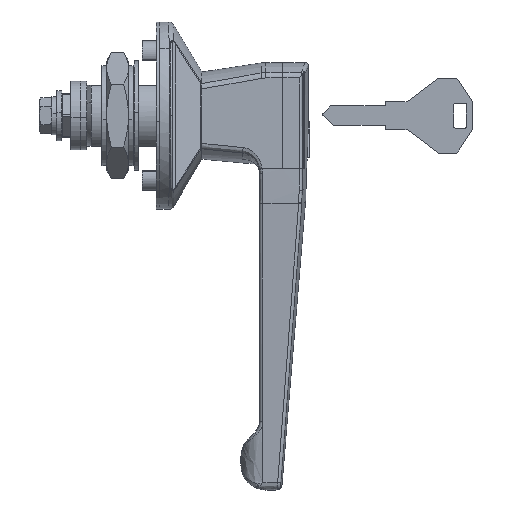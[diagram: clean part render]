
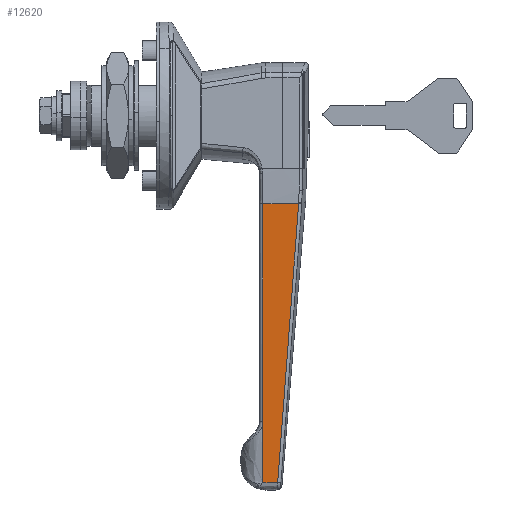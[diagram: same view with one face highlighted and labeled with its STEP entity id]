
A CAD part, left-side view. The second image highlights one B-rep face of the part: STEP entity #12620.
In plain terms, the highlighted free-form (B-spline) face has degree [1, 1] with [2, 2] control points.
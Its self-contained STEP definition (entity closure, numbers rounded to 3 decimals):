
#7628=CARTESIAN_POINT('',(-34.1,13.182,-28.281));
#7629=VERTEX_POINT('',#7628);
#7689=CARTESIAN_POINT('',(-34.1,9.244,-97.985));
#7690=VERTEX_POINT('',#7689);
#7706=CARTESIAN_POINT('',(-34.1,13.182,-28.281));
#7707=CARTESIAN_POINT('',(-34.1,9.244,-97.985));
#7708=QUASI_UNIFORM_CURVE('',1,(#7706,#7707),.UNSPECIFIED.,.F.,.U.);
#7709=EDGE_CURVE('',#7629,#7690,#7708,.T.);
#9791=CARTESIAN_POINT('',(-34.1,8.133,-117.641));
#9792=VERTEX_POINT('',#9791);
#10469=CARTESIAN_POINT('',(-34.1,9.244,-97.985));
#10470=CARTESIAN_POINT('',(-34.1,8.133,-117.641));
#10471=QUASI_UNIFORM_CURVE('',1,(#10469,#10470),.UNSPECIFIED.,.F.,.U.);
#10472=EDGE_CURVE('',#7690,#9792,#10471,.T.);
#10702=CARTESIAN_POINT('',(-38.866,8.133,-117.641));
#10703=VERTEX_POINT('',#10702);
#11499=CARTESIAN_POINT('',(-45.585,13.182,-28.281));
#11500=VERTEX_POINT('',#11499);
#11661=CARTESIAN_POINT('',(-38.866,8.133,-117.641));
#11662=CARTESIAN_POINT('',(-42.363,10.676,-72.639));
#11663=CARTESIAN_POINT('',(-45.585,13.182,-28.281));
#11671=(BOUNDED_CURVE()B_SPLINE_CURVE(2,(#11661,#11662,#11663),.UNSPECIFIED.,.F.,.U.)CURVE()GEOMETRIC_REPRESENTATION_ITEM()QUASI_UNIFORM_CURVE()RATIONAL_B_SPLINE_CURVE((1.0,0.999,1.0))REPRESENTATION_ITEM(''));
#11672=EDGE_CURVE('',#10703,#11500,#11671,.T.);
#12267=CARTESIAN_POINT('',(-34.1,8.133,-117.641));
#12268=CARTESIAN_POINT('',(-38.866,8.133,-117.641));
#12269=QUASI_UNIFORM_CURVE('',1,(#12267,#12268),.UNSPECIFIED.,.F.,.U.);
#12270=EDGE_CURVE('',#9792,#10703,#12269,.T.);
#12604=CARTESIAN_POINT('',(-46.159,7.881,-122.105));
#12605=CARTESIAN_POINT('',(-46.159,13.434,-23.817));
#12606=CARTESIAN_POINT('',(-33.526,7.881,-122.105));
#12607=CARTESIAN_POINT('',(-33.526,13.434,-23.817));
#12608=B_SPLINE_SURFACE_WITH_KNOTS('',1,1,((#12604,#12606),(#12605,#12607)),.UNSPECIFIED.,.F.,.F.,.U.,(2,2),(2,2),(0.0,98.444),(0.0,12.633),.UNSPECIFIED.);
#12609=CARTESIAN_POINT('',(-34.1,13.182,-28.281));
#12610=CARTESIAN_POINT('',(-45.585,13.182,-28.281));
#12611=QUASI_UNIFORM_CURVE('',1,(#12609,#12610),.UNSPECIFIED.,.F.,.U.);
#12612=EDGE_CURVE('',#7629,#11500,#12611,.T.);
#12613=ORIENTED_EDGE('',*,*,#12612,.F.);
#12614=ORIENTED_EDGE('',*,*,#7709,.T.);
#12615=ORIENTED_EDGE('',*,*,#10472,.T.);
#12616=ORIENTED_EDGE('',*,*,#12270,.T.);
#12617=ORIENTED_EDGE('',*,*,#11672,.T.);
#12618=EDGE_LOOP('',(#12613,#12614,#12615,#12616,#12617));
#12619=FACE_OUTER_BOUND('',#12618,.T.);
#12620=ADVANCED_FACE('',(#12619),#12608,.T.);
